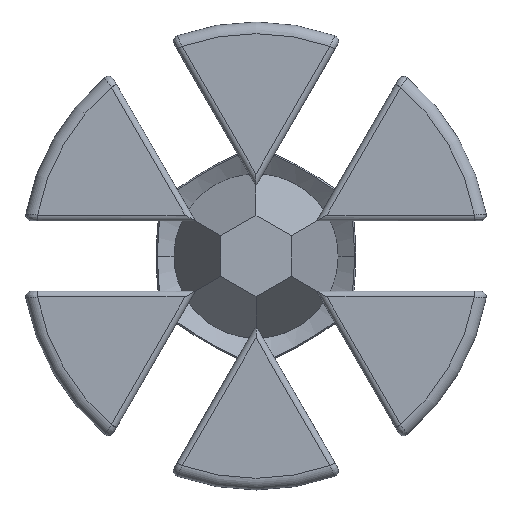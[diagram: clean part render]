
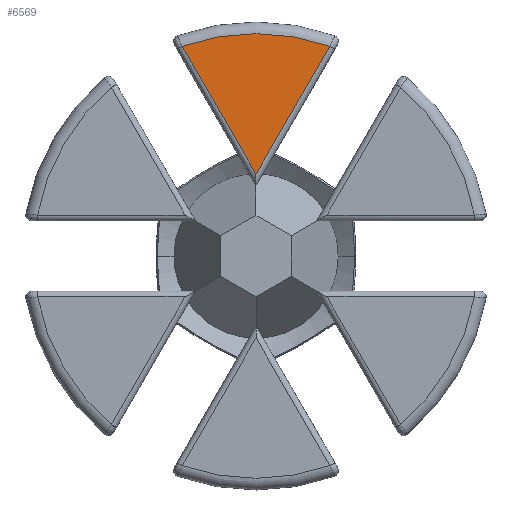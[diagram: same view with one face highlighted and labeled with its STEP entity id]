
A CAD part, top view. The second image highlights one B-rep face of the part: STEP entity #6569.
In plain terms, the highlighted planar face has unit normal (0, 0, 1).
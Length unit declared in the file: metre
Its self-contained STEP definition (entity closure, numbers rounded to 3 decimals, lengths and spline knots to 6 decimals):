
#302 = LINE ( 'NONE', #5494, #4193 ) ;
#329 = CARTESIAN_POINT ( 'NONE',  ( 0., 0.1778, 0. ) ) ;
#362 = CIRCLE ( 'NONE', #3642, 0.4826 ) ;
#455 = EDGE_CURVE ( 'NONE', #6599, #1378, #5917, .T. ) ;
#684 = VECTOR ( 'NONE', #5255, 1. ) ;
#867 = CARTESIAN_POINT ( 'NONE',  ( 0., 0., 0. ) ) ;
#1378 = VERTEX_POINT ( 'NONE', #3308 ) ;
#1764 = EDGE_LOOP ( 'NONE', ( #2996, #4945, #6564 ) ) ;
#2047 = EDGE_CURVE ( 'NONE', #1378, #6262, #362, .T. ) ;
#2255 = CARTESIAN_POINT ( 'NONE',  ( 0.161283, 0.457151, 0. ) ) ;
#2432 = CARTESIAN_POINT ( 'NONE',  ( 0., 0., 0. ) ) ;
#2927 = PLANE ( 'NONE',  #5184 ) ;
#2959 = DIRECTION ( 'NONE',  ( 0., 0., 1. ) ) ;
#2996 = ORIENTED_EDGE ( 'NONE', *, *, #2047, .T. ) ;
#3126 = EDGE_CURVE ( 'NONE', #6262, #6599, #302, .T. ) ;
#3308 = CARTESIAN_POINT ( 'NONE',  ( 0.160181, 0.455242, 0. ) ) ;
#3514 = FACE_OUTER_BOUND ( 'NONE', #1764, .T. ) ;
#3642 = AXIS2_PLACEMENT_3D ( 'NONE', #2432, #6653, #4536 ) ;
#3982 = CARTESIAN_POINT ( 'NONE',  ( -0.160181, 0.455242, 0. ) ) ;
#4193 = VECTOR ( 'NONE', #5459, 1. ) ;
#4536 = DIRECTION ( 'NONE',  ( 1., 0., 0. ) ) ;
#4945 = ORIENTED_EDGE ( 'NONE', *, *, #3126, .T. ) ;
#5015 = DIRECTION ( 'NONE',  ( 1., 0., 0. ) ) ;
#5184 = AXIS2_PLACEMENT_3D ( 'NONE', #867, #2959, #5015 ) ;
#5255 = DIRECTION ( 'NONE',  ( 0.5, 0.866, 0. ) ) ;
#5459 = DIRECTION ( 'NONE',  ( 0.5, -0.866, 0. ) ) ;
#5494 = CARTESIAN_POINT ( 'NONE',  ( 0.07699, 0.04445, 0. ) ) ;
#5917 = LINE ( 'NONE', #2255, #684 ) ;
#6262 = VERTEX_POINT ( 'NONE', #3982 ) ;
#6564 = ORIENTED_EDGE ( 'NONE', *, *, #455, .T. ) ;
#6569 = ADVANCED_FACE ( 'NONE', ( #3514 ), #2927, .T. ) ;
#6599 = VERTEX_POINT ( 'NONE', #329 ) ;
#6653 = DIRECTION ( 'NONE',  ( 0., 0., 1. ) ) ;
